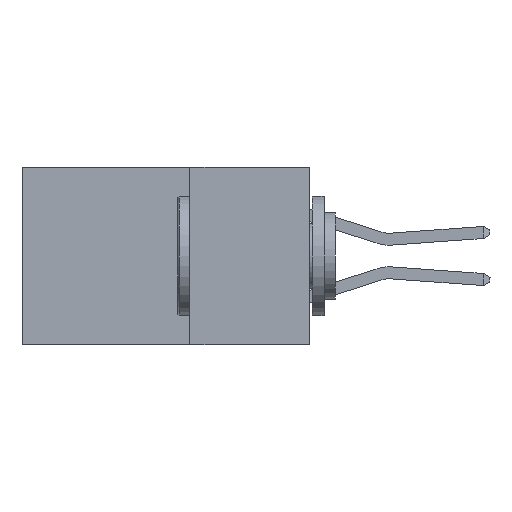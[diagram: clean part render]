
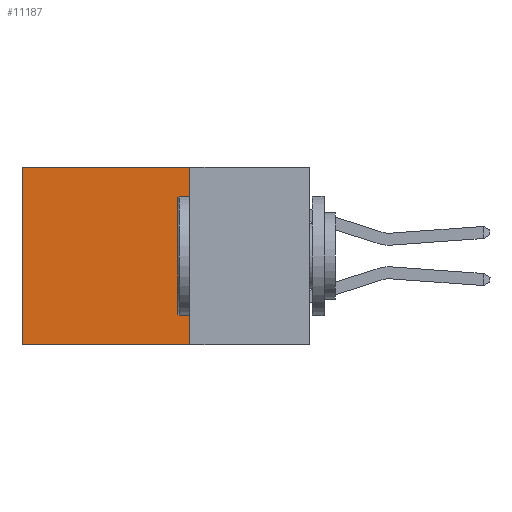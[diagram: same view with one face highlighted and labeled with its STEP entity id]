
A CAD part, left-side view. The second image highlights one B-rep face of the part: STEP entity #11187.
In plain terms, the highlighted planar face has unit normal (-1, 0, 0).
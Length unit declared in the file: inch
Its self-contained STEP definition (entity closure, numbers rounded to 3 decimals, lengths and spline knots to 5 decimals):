
#330 = DIRECTION ( 'NONE',  ( 0., 1., 0. ) ) ;
#1414 = LINE ( 'NONE', #15526, #8785 ) ;
#1726 = AXIS2_PLACEMENT_3D ( 'NONE', #10063, #19832, #13473 ) ;
#2393 = EDGE_CURVE ( 'NONE', #10666, #19988, #8622, .T. ) ;
#3708 = ORIENTED_EDGE ( 'NONE', *, *, #14028, .T. ) ;
#6084 = VECTOR ( 'NONE', #20392, 39.37008 ) ;
#7709 = LINE ( 'NONE', #15320, #8489 ) ;
#8489 = VECTOR ( 'NONE', #18509, 39.37008 ) ;
#8622 = LINE ( 'NONE', #16689, #11922 ) ;
#8785 = VECTOR ( 'NONE', #18512, 39.37008 ) ;
#10063 = CARTESIAN_POINT ( 'NONE',  ( 0.298, 0.25, 0. ) ) ;
#10666 = VERTEX_POINT ( 'NONE', #20255 ) ;
#10821 = ORIENTED_EDGE ( 'NONE', *, *, #16489, .F. ) ;
#11187 = ADVANCED_FACE ( 'NONE', ( #19012 ), #19239, .F. ) ;
#11922 = VECTOR ( 'NONE', #330, 39.37008 ) ;
#12064 = EDGE_LOOP ( 'NONE', ( #3708, #16408, #10821, #17737 ) ) ;
#13473 = DIRECTION ( 'NONE',  ( 0., 0., -1. ) ) ;
#14028 = EDGE_CURVE ( 'NONE', #19988, #14178, #7709, .T. ) ;
#14178 = VERTEX_POINT ( 'NONE', #15165 ) ;
#15012 = CARTESIAN_POINT ( 'NONE',  ( 0.298, 0.25, -0.37 ) ) ;
#15165 = CARTESIAN_POINT ( 'NONE',  ( 0.298, 0.6, -0.37 ) ) ;
#15320 = CARTESIAN_POINT ( 'NONE',  ( 0.298, 0.6, 0. ) ) ;
#15526 = CARTESIAN_POINT ( 'NONE',  ( 0.298, 0.25, 0. ) ) ;
#16259 = LINE ( 'NONE', #16543, #6084 ) ;
#16408 = ORIENTED_EDGE ( 'NONE', *, *, #20566, .F. ) ;
#16489 = EDGE_CURVE ( 'NONE', #10666, #19123, #1414, .T. ) ;
#16543 = CARTESIAN_POINT ( 'NONE',  ( 0.298, 0.25, -0.37 ) ) ;
#16689 = CARTESIAN_POINT ( 'NONE',  ( 0.298, 0.25, 0. ) ) ;
#17141 = CARTESIAN_POINT ( 'NONE',  ( 0.298, 0.6, 0. ) ) ;
#17737 = ORIENTED_EDGE ( 'NONE', *, *, #2393, .T. ) ;
#18509 = DIRECTION ( 'NONE',  ( 0., 0., -1. ) ) ;
#18512 = DIRECTION ( 'NONE',  ( 0., 0., -1. ) ) ;
#19012 = FACE_OUTER_BOUND ( 'NONE', #12064, .T. ) ;
#19123 = VERTEX_POINT ( 'NONE', #15012 ) ;
#19239 = PLANE ( 'NONE',  #1726 ) ;
#19832 = DIRECTION ( 'NONE',  ( 1., 0., 0. ) ) ;
#19988 = VERTEX_POINT ( 'NONE', #17141 ) ;
#20255 = CARTESIAN_POINT ( 'NONE',  ( 0.298, 0.25, 0. ) ) ;
#20392 = DIRECTION ( 'NONE',  ( 0., 1., 0. ) ) ;
#20566 = EDGE_CURVE ( 'NONE', #19123, #14178, #16259, .T. ) ;
